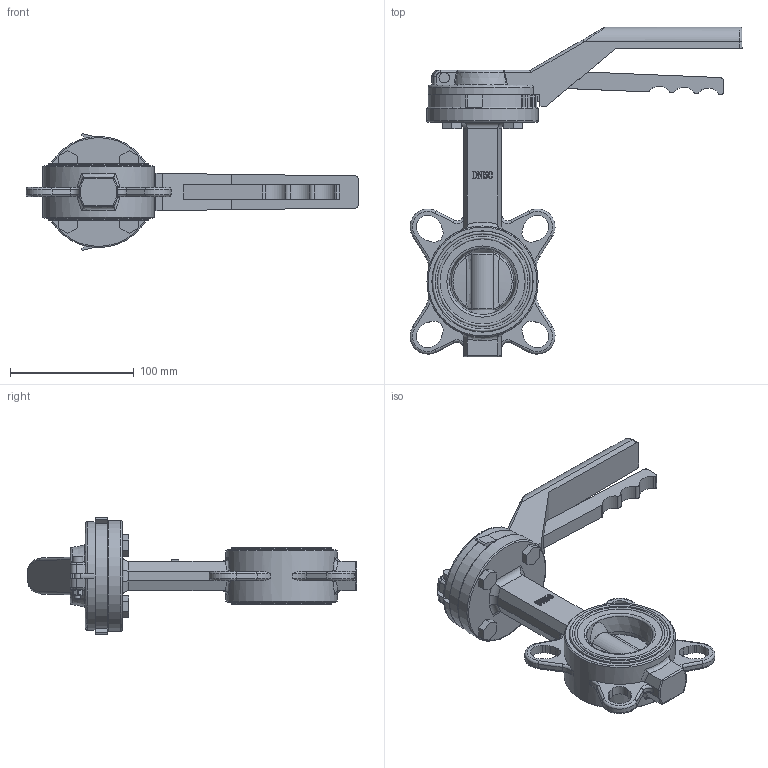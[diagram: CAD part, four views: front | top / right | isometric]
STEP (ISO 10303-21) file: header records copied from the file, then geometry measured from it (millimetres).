
FILE_DESCRIPTION(/* description */ ('Unknown','CAx-IF Rec.Pracs.---Representation and Presentation of Product Manufacturing Information (PMI)---4.0---2014-10-13','CAx-IF Rec.Pracs.---3D Tessellated Geometry---0.4---2014-09-14','2;1'),/* implementation_level */ '2;1');
FILE_NAME(/* name */ '5100_5110_5120-09',/* time_stamp */ '2024-01-02T09:47:38+01:00',/* author */ ('Unknown'),/* organization */ ('Unknown'),/* preprocessor_version */ 'ST-DEVELOPER v18.102',/* originating_system */ 'Solid Edge',/* authorisation */ 'Unknown');
FILE_SCHEMA (('AP242_MANAGED_MODEL_BASED_3D_ENGINEERING_MIM_LF { 1 0 10303 442 1 1 4 }'));
Length unit declared in the file: millimetre
Products named in the file (15): WAFER_DN50; Handhebel 040-150; DIN934_M5; DIN912M5x30; ISO-Flansch; WAFER-DN50; DN50概极; seat; disc; shaft1; shaft2; bushing1; ring; M8x20
Assembly tree (18 placements, depth 3):
  WAFER_DN50
    Handhebel 040-150
      DIN934_M5
      DIN912M5x30
      Handhebel 040-150
      ISO-Flansch
    WAFER-DN50
      DN50概极
      seat
      disc
      shaft1
      shaft2
      bushing1  x2
      ring
    M8x20  x4
Bounding box: 268.68 x 267 x 94.3 mm (x, y, z)
Volume: 602739.8 mm3; surface area: 188462.4 mm2
Topology: 16 solids, 16 shells, 836 faces, 2185 edges, 1412 vertices
Faces by surface type: plane 367, cylinder 235, bspline 130, torus 79, cone 25
Full cylindrical faces by diameter (mm): 4.134 x1, 4.917 x4, 5 x2, 6 x2, 6.647 x4, 7 x4, 8 x5, 8.5 x1, 9 x4, 10 x5, 12.6 x5, 12.75 x1, 12.83 x2, 14.5 x1, 17.45 x4, 17.53 x2, 21.8 x2, 23 x1, 56 x1, 61.8 x4, 71 x4, 81 x2, 82 x2, 90 x2
Entity records: 29763 total; most frequent: CARTESIAN_POINT 10336, ORIENTED_EDGE 3922, DIRECTION 3574, EDGE_CURVE 1961, VERTEX_POINT 1322, AXIS2_PLACEMENT_3D 1310, FACE_BOUND 1005, EDGE_LOOP 1002
